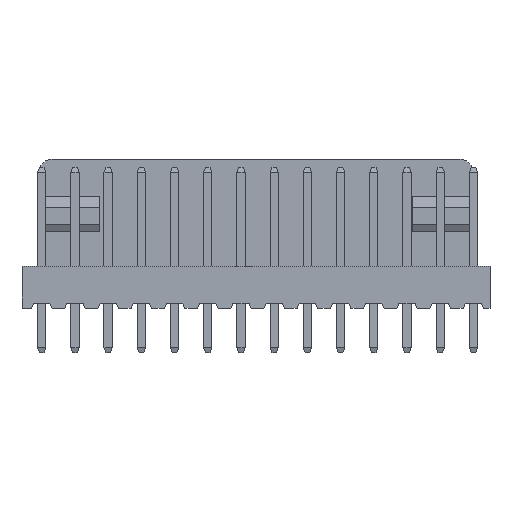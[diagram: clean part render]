
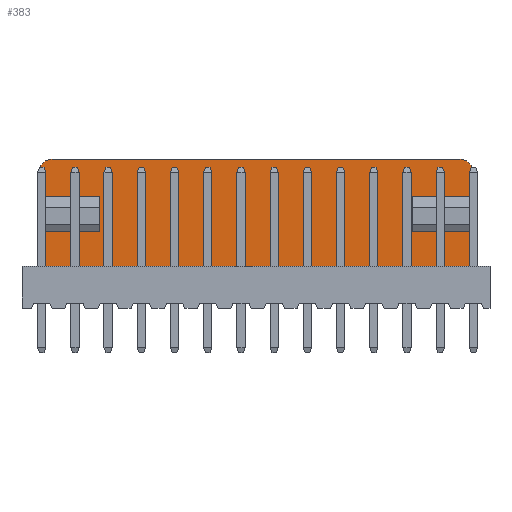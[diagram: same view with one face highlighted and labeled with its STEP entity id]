
A CAD part, top view. The second image highlights one B-rep face of the part: STEP entity #383.
In plain terms, the highlighted planar face has unit normal (0, 0, 1).
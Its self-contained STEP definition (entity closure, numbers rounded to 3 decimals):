
#383 = ADVANCED_FACE ( 'NONE', ( #2967 ), #9147, .T. ) ;
#631 = EDGE_CURVE ( 'NONE', #8848, #8959, #4989, .T. ) ;
#632 = EDGE_CURVE ( 'NONE', #8848, #8886, #4985, .T. ) ;
#633 = EDGE_CURVE ( 'NONE', #8861, #8799, #4992, .T. ) ;
#634 = EDGE_CURVE ( 'NONE', #8891, #8844, #4994, .T. ) ;
#635 = EDGE_CURVE ( 'NONE', #8832, #8844, #4996, .T. ) ;
#636 = EDGE_CURVE ( 'NONE', #8832, #8816, #4998, .T. ) ;
#637 = EDGE_CURVE ( 'NONE', #8838, #8974, #4991, .T. ) ;
#638 = EDGE_CURVE ( 'NONE', #8922, #8943, #5000, .T. ) ;
#639 = EDGE_CURVE ( 'NONE', #8794, #8943, #5004, .T. ) ;
#641 = EDGE_CURVE ( 'NONE', #8794, #8959, #5007, .T. ) ;
#643 = EDGE_CURVE ( 'NONE', #8799, #8886, #5011, .T. ) ;
#656 = EDGE_CURVE ( 'NONE', #8861, #8891, #5037, .T. ) ;
#1118 = EDGE_LOOP ( 'NONE', ( #8687, #8688, #8689, #8690, #8691, #8692, #8693, #8694, #8695, #8696, #8697, #8698, #8699, #8700 ) ) ;
#1941 = AXIS2_PLACEMENT_3D ( 'NONE', #9126, #9136, #9139 ) ;
#2967 = FACE_OUTER_BOUND ( 'NONE', #1118, .T. ) ;
#4536 = DIRECTION ( 'NONE',  ( 0., -1., 0. ) ) ;
#4540 = CARTESIAN_POINT ( 'NONE',  ( 6.743, 21.539, -4.64 ) ) ;
#4541 = CARTESIAN_POINT ( 'NONE',  ( 2.143, 53.751, -4.64 ) ) ;
#4542 = CARTESIAN_POINT ( 'NONE',  ( 35.343, 53.751, -4.64 ) ) ;
#4543 = CARTESIAN_POINT ( 'NONE',  ( 34.343, 52.751, -4.64 ) ) ;
#4544 = DIRECTION ( 'NONE',  ( 0., 0., 1. ) ) ;
#4545 = DIRECTION ( 'NONE',  ( 1., 0., 0. ) ) ;
#4546 = CARTESIAN_POINT ( 'NONE',  ( 30.743, 21.539, -4.64 ) ) ;
#4547 = DIRECTION ( 'NONE',  ( 0., 1., 0. ) ) ;
#4548 = CARTESIAN_POINT ( 'NONE',  ( 35.343, 48.254, -4.64 ) ) ;
#4549 = DIRECTION ( 'NONE',  ( 0., -1., 0. ) ) ;
#4550 = CARTESIAN_POINT ( 'NONE',  ( 0.843, 45.547, -4.64 ) ) ;
#4551 = DIRECTION ( 'NONE',  ( 1., 0., 0. ) ) ;
#4552 = CARTESIAN_POINT ( 'NONE',  ( 2.143, 48.254, -4.64 ) ) ;
#4554 = DIRECTION ( 'NONE',  ( 0., 1., 0. ) ) ;
#4555 = DIRECTION ( 'NONE',  ( 0., 1., 0. ) ) ;
#4557 = DIRECTION ( 'NONE',  ( 0., 1., 0. ) ) ;
#4560 = CARTESIAN_POINT ( 'NONE',  ( 3.143, 52.751, -4.64 ) ) ;
#4561 = DIRECTION ( 'NONE',  ( 0., 0., 1. ) ) ;
#4562 = DIRECTION ( 'NONE',  ( 1., 0., 0. ) ) ;
#4563 = CARTESIAN_POINT ( 'NONE',  ( 0.843, 53.751, -4.64 ) ) ;
#4564 = DIRECTION ( 'NONE',  ( 1., 0., 0. ) ) ;
#4567 = CARTESIAN_POINT ( 'NONE',  ( 0.843, 50.926, -4.64 ) ) ;
#4568 = DIRECTION ( 'NONE',  ( 1., 0., 0. ) ) ;
#4593 = CARTESIAN_POINT ( 'NONE',  ( 0.843, 48.254, -4.64 ) ) ;
#4595 = DIRECTION ( 'NONE',  ( 1., 0., 0. ) ) ;
#4883 = AXIS2_PLACEMENT_3D ( 'NONE', #4543, #4544, #4545 ) ;
#4884 = AXIS2_PLACEMENT_3D ( 'NONE', #4560, #4561, #4562 ) ;
#4985 = LINE ( 'NONE', #4542, #4993 ) ;
#4989 = CIRCLE ( 'NONE', #4883, 1. ) ;
#4991 = LINE ( 'NONE', #4540, #5003 ) ;
#4992 = LINE ( 'NONE', #4546, #4995 ) ;
#4993 = VECTOR ( 'NONE', #4536, 1000. ) ;
#4994 = LINE ( 'NONE', #4548, #4997 ) ;
#4995 = VECTOR ( 'NONE', #4547, 1000. ) ;
#4996 = LINE ( 'NONE', #4550, #4999 ) ;
#4997 = VECTOR ( 'NONE', #4549, 1000. ) ;
#4998 = LINE ( 'NONE', #4552, #5001 ) ;
#4999 = VECTOR ( 'NONE', #4551, 1000. ) ;
#5000 = LINE ( 'NONE', #4541, #5005 ) ;
#5001 = VECTOR ( 'NONE', #4554, 1000. ) ;
#5003 = VECTOR ( 'NONE', #4555, 1000. ) ;
#5004 = CIRCLE ( 'NONE', #4884, 1. ) ;
#5005 = VECTOR ( 'NONE', #4557, 1000. ) ;
#5007 = LINE ( 'NONE', #4563, #5010 ) ;
#5010 = VECTOR ( 'NONE', #4564, 1000. ) ;
#5011 = LINE ( 'NONE', #4567, #5014 ) ;
#5014 = VECTOR ( 'NONE', #4568, 1000. ) ;
#5037 = LINE ( 'NONE', #4593, #5040 ) ;
#5040 = VECTOR ( 'NONE', #4595, 1000. ) ;
#7253 = LINE ( 'NONE', #7931, #7256 ) ;
#7256 = VECTOR ( 'NONE', #7933, 1000. ) ;
#7310 = LINE ( 'NONE', #7989, #7313 ) ;
#7313 = VECTOR ( 'NONE', #7990, 1000. ) ;
#7931 = CARTESIAN_POINT ( 'NONE',  ( 0.843, 48.254, -4.64 ) ) ;
#7933 = DIRECTION ( 'NONE',  ( 1., 0., 0. ) ) ;
#7989 = CARTESIAN_POINT ( 'NONE',  ( 0.843, 50.926, -4.64 ) ) ;
#7990 = DIRECTION ( 'NONE',  ( 1., 0., 0. ) ) ;
#8203 = CARTESIAN_POINT ( 'NONE',  ( 3.143, 53.751, -4.64 ) ) ;
#8208 = CARTESIAN_POINT ( 'NONE',  ( 30.743, 50.926, -4.64 ) ) ;
#8214 = CARTESIAN_POINT ( 'NONE',  ( 2.143, 48.254, -4.64 ) ) ;
#8229 = CARTESIAN_POINT ( 'NONE',  ( 2.143, 45.547, -4.64 ) ) ;
#8232 = CARTESIAN_POINT ( 'NONE',  ( 35.343, 52.751, -4.64 ) ) ;
#8233 = CARTESIAN_POINT ( 'NONE',  ( 6.743, 48.254, -4.64 ) ) ;
#8236 = CARTESIAN_POINT ( 'NONE',  ( 35.343, 45.547, -4.64 ) ) ;
#8247 = CARTESIAN_POINT ( 'NONE',  ( 30.743, 48.254, -4.64 ) ) ;
#8259 = CARTESIAN_POINT ( 'NONE',  ( 35.343, 50.926, -4.64 ) ) ;
#8264 = CARTESIAN_POINT ( 'NONE',  ( 35.343, 48.254, -4.64 ) ) ;
#8280 = CARTESIAN_POINT ( 'NONE',  ( 2.143, 50.926, -4.64 ) ) ;
#8297 = CARTESIAN_POINT ( 'NONE',  ( 2.143, 52.751, -4.64 ) ) ;
#8307 = CARTESIAN_POINT ( 'NONE',  ( 34.343, 53.751, -4.64 ) ) ;
#8313 = CARTESIAN_POINT ( 'NONE',  ( 6.743, 50.926, -4.64 ) ) ;
#8601 = EDGE_CURVE ( 'NONE', #8816, #8838, #7253, .T. ) ;
#8630 = EDGE_CURVE ( 'NONE', #8922, #8974, #7310, .T. ) ;
#8687 = ORIENTED_EDGE ( 'NONE', *, *, #641, .F. ) ;
#8688 = ORIENTED_EDGE ( 'NONE', *, *, #639, .T. ) ;
#8689 = ORIENTED_EDGE ( 'NONE', *, *, #638, .F. ) ;
#8690 = ORIENTED_EDGE ( 'NONE', *, *, #8630, .T. ) ;
#8691 = ORIENTED_EDGE ( 'NONE', *, *, #637, .F. ) ;
#8692 = ORIENTED_EDGE ( 'NONE', *, *, #8601, .F. ) ;
#8693 = ORIENTED_EDGE ( 'NONE', *, *, #636, .F. ) ;
#8694 = ORIENTED_EDGE ( 'NONE', *, *, #635, .T. ) ;
#8695 = ORIENTED_EDGE ( 'NONE', *, *, #634, .F. ) ;
#8696 = ORIENTED_EDGE ( 'NONE', *, *, #656, .F. ) ;
#8697 = ORIENTED_EDGE ( 'NONE', *, *, #633, .T. ) ;
#8698 = ORIENTED_EDGE ( 'NONE', *, *, #643, .T. ) ;
#8699 = ORIENTED_EDGE ( 'NONE', *, *, #632, .F. ) ;
#8700 = ORIENTED_EDGE ( 'NONE', *, *, #631, .T. ) ;
#8794 = VERTEX_POINT ( 'NONE', #8203 ) ;
#8799 = VERTEX_POINT ( 'NONE', #8208 ) ;
#8816 = VERTEX_POINT ( 'NONE', #8214 ) ;
#8832 = VERTEX_POINT ( 'NONE', #8229 ) ;
#8838 = VERTEX_POINT ( 'NONE', #8233 ) ;
#8844 = VERTEX_POINT ( 'NONE', #8236 ) ;
#8848 = VERTEX_POINT ( 'NONE', #8232 ) ;
#8861 = VERTEX_POINT ( 'NONE', #8247 ) ;
#8886 = VERTEX_POINT ( 'NONE', #8259 ) ;
#8891 = VERTEX_POINT ( 'NONE', #8264 ) ;
#8922 = VERTEX_POINT ( 'NONE', #8280 ) ;
#8943 = VERTEX_POINT ( 'NONE', #8297 ) ;
#8959 = VERTEX_POINT ( 'NONE', #8307 ) ;
#8974 = VERTEX_POINT ( 'NONE', #8313 ) ;
#9126 = CARTESIAN_POINT ( 'NONE',  ( 0.843, 53.751, -4.64 ) ) ;
#9136 = DIRECTION ( 'NONE',  ( 0., 0., 1. ) ) ;
#9139 = DIRECTION ( 'NONE',  ( 1., 0., 0. ) ) ;
#9147 = PLANE ( 'NONE',  #1941 ) ;
